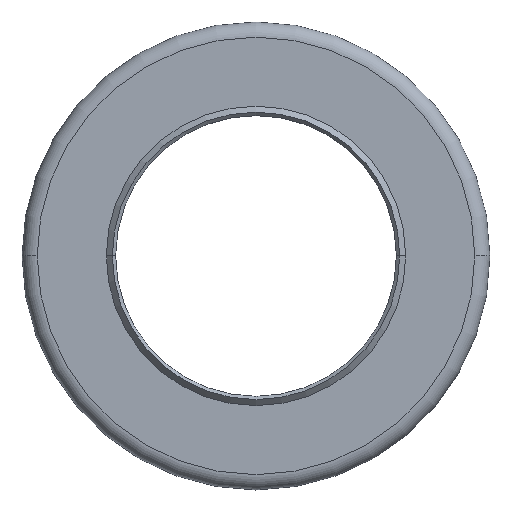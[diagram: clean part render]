
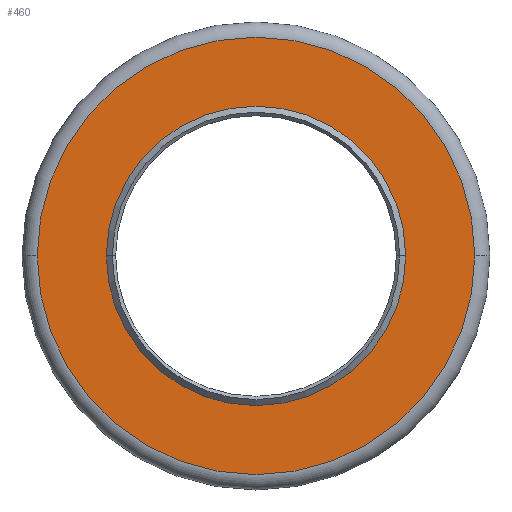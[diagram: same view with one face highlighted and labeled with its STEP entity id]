
A CAD part, top view. The second image highlights one B-rep face of the part: STEP entity #460.
In plain terms, the highlighted planar face has unit normal (0, 0, 1).
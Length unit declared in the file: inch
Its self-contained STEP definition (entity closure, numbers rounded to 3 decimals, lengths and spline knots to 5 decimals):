
#1 = CIRCLE ( 'NONE', #694, 0.4 ) ;
#107 = AXIS2_PLACEMENT_3D ( 'NONE', #395, #894, #1251 ) ;
#113 = CARTESIAN_POINT ( 'NONE',  ( -0.4, 0., 0.125 ) ) ;
#115 = EDGE_CURVE ( 'NONE', #175, #587, #1, .T. ) ;
#125 = DIRECTION ( 'NONE',  ( 0., 0., -1. ) ) ;
#134 = CIRCLE ( 'NONE', #1193, 0.4 ) ;
#158 = ORIENTED_EDGE ( 'NONE', *, *, #115, .F. ) ;
#163 = CARTESIAN_POINT ( 'NONE',  ( 0.4, 0., 0.125 ) ) ;
#174 = CARTESIAN_POINT ( 'NONE',  ( -0.58437, 0., 0.125 ) ) ;
#175 = VERTEX_POINT ( 'NONE', #113 ) ;
#255 = DIRECTION ( 'NONE',  ( 0., 0., 1. ) ) ;
#363 = ORIENTED_EDGE ( 'NONE', *, *, #620, .T. ) ;
#395 = CARTESIAN_POINT ( 'NONE',  ( 0., 0., 0.125 ) ) ;
#460 = ADVANCED_FACE ( 'NONE', ( #1096, #1113 ), #629, .F. ) ;
#503 = DIRECTION ( 'NONE',  ( 0., 0., 1. ) ) ;
#537 = CARTESIAN_POINT ( 'NONE',  ( 0., 0.58437, 0.125 ) ) ;
#587 = VERTEX_POINT ( 'NONE', #163 ) ;
#588 = VERTEX_POINT ( 'NONE', #174 ) ;
#620 = EDGE_CURVE ( 'NONE', #779, #588, #1245, .T. ) ;
#629 = PLANE ( 'NONE',  #1213 ) ;
#661 = CIRCLE ( 'NONE', #107, 0.58437 ) ;
#670 = EDGE_LOOP ( 'NONE', ( #363, #1145 ) ) ;
#694 = AXIS2_PLACEMENT_3D ( 'NONE', #989, #503, #891 ) ;
#700 = AXIS2_PLACEMENT_3D ( 'NONE', #1134, #255, #1140 ) ;
#732 = DIRECTION ( 'NONE',  ( 0., 0., 1. ) ) ;
#740 = EDGE_CURVE ( 'NONE', #588, #779, #661, .T. ) ;
#769 = CARTESIAN_POINT ( 'NONE',  ( 0.58437, 0., 0.125 ) ) ;
#779 = VERTEX_POINT ( 'NONE', #769 ) ;
#891 = DIRECTION ( 'NONE',  ( 1., 0., 0. ) ) ;
#894 = DIRECTION ( 'NONE',  ( 0., 0., 1. ) ) ;
#915 = DIRECTION ( 'NONE',  ( 1., 0., 0. ) ) ;
#922 = DIRECTION ( 'NONE',  ( -1., 0., 0. ) ) ;
#989 = CARTESIAN_POINT ( 'NONE',  ( 0., 0., 0.125 ) ) ;
#1065 = EDGE_LOOP ( 'NONE', ( #1146, #158 ) ) ;
#1096 = FACE_BOUND ( 'NONE', #1065, .T. ) ;
#1113 = FACE_OUTER_BOUND ( 'NONE', #670, .T. ) ;
#1119 = CARTESIAN_POINT ( 'NONE',  ( 0., 0., 0.125 ) ) ;
#1134 = CARTESIAN_POINT ( 'NONE',  ( 0., 0., 0.125 ) ) ;
#1140 = DIRECTION ( 'NONE',  ( 1., 0., 0. ) ) ;
#1145 = ORIENTED_EDGE ( 'NONE', *, *, #740, .T. ) ;
#1146 = ORIENTED_EDGE ( 'NONE', *, *, #1239, .F. ) ;
#1193 = AXIS2_PLACEMENT_3D ( 'NONE', #1119, #732, #915 ) ;
#1213 = AXIS2_PLACEMENT_3D ( 'NONE', #537, #125, #922 ) ;
#1239 = EDGE_CURVE ( 'NONE', #587, #175, #134, .T. ) ;
#1245 = CIRCLE ( 'NONE', #700, 0.58437 ) ;
#1251 = DIRECTION ( 'NONE',  ( 1., 0., 0. ) ) ;
